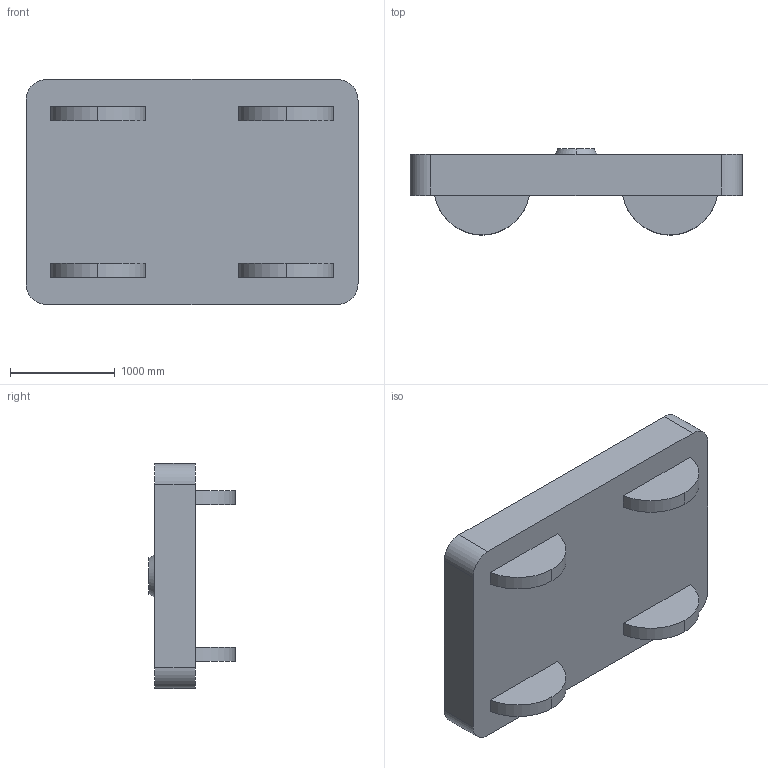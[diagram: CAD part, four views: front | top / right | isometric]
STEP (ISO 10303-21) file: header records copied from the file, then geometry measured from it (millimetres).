
FILE_DESCRIPTION (( 'STEP AP203' ), '1' );
FILE_NAME ('Y25_bogies_LessDetailed.STEP', '2024-02-29T10:30:54', ( '' ), ( '' ), 'SwSTEP 2.0', 'SolidWorks 2022', '' );
FILE_SCHEMA (( 'CONFIG_CONTROL_DESIGN' ));
Length unit declared in the file: metre
Products named in the file (1): Y25_bogies_LessDetailed
Bounding box: 3177.14 x 825 x 2155 mm (x, y, z)
Volume: 2802906462 mm3; surface area: 19965003.4 mm2
Topology: 1 solids, 1 shells, 29 faces, 66 edges, 44 vertices
Faces by surface type: plane 15, cylinder 12, cone 2
Entity records: 905 total; most frequent: DIRECTION 154, CARTESIAN_POINT 140, ORIENTED_EDGE 132, EDGE_CURVE 66, AXIS2_PLACEMENT_3D 58, VERTEX_POINT 44, VECTOR 38, LINE 38
